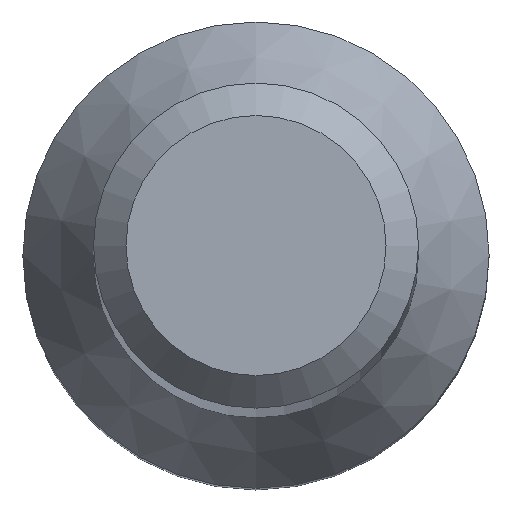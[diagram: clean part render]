
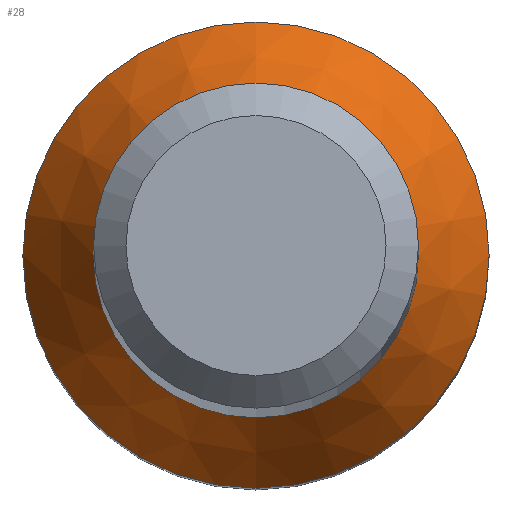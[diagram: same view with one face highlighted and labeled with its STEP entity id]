
A CAD part, top view. The second image highlights one B-rep face of the part: STEP entity #28.
In plain terms, the highlighted conical face has half-angle 30 degrees and reference radius 2.869 mm.
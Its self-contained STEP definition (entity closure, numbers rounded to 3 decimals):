
#4 = DIRECTION ( 'NONE',  ( 0., 0., -1. ) ) ;
#17 = EDGE_LOOP ( 'NONE', ( #182 ) ) ;
#24 = FACE_BOUND ( 'NONE', #17, .T. ) ;
#28 = ADVANCED_FACE ( 'NONE', ( #24, #49 ), #170, .T. ) ;
#30 = DIRECTION ( 'NONE',  ( 0., 1., 0. ) ) ;
#43 = CARTESIAN_POINT ( 'NONE',  ( 0., 0., 12.487 ) ) ;
#45 = DIRECTION ( 'NONE',  ( 0., 1., 0. ) ) ;
#49 = FACE_OUTER_BOUND ( 'NONE', #64, .T. ) ;
#52 = CARTESIAN_POINT ( 'NONE',  ( 0., 2., 13.992 ) ) ;
#61 = AXIS2_PLACEMENT_3D ( 'NONE', #101, #213, #30 ) ;
#64 = EDGE_LOOP ( 'NONE', ( #242 ) ) ;
#71 = VERTEX_POINT ( 'NONE', #52 ) ;
#74 = AXIS2_PLACEMENT_3D ( 'NONE', #174, #206, #45 ) ;
#79 = CIRCLE ( 'NONE', #74, 2. ) ;
#81 = DIRECTION ( 'NONE',  ( 0., 1., 0. ) ) ;
#93 = AXIS2_PLACEMENT_3D ( 'NONE', #43, #4, #81 ) ;
#101 = CARTESIAN_POINT ( 'NONE',  ( 0., 0., 12.487 ) ) ;
#114 = EDGE_CURVE ( 'NONE', #202, #202, #204, .T. ) ;
#128 = CARTESIAN_POINT ( 'NONE',  ( 0., 2.869, 12.487 ) ) ;
#170 = CONICAL_SURFACE ( 'NONE', #61, 2.869, 0.524 ) ;
#174 = CARTESIAN_POINT ( 'NONE',  ( 0., 0., 13.992 ) ) ;
#182 = ORIENTED_EDGE ( 'NONE', *, *, #198, .T. ) ;
#198 = EDGE_CURVE ( 'NONE', #71, #71, #79, .T. ) ;
#202 = VERTEX_POINT ( 'NONE', #128 ) ;
#204 = CIRCLE ( 'NONE', #93, 2.869 ) ;
#206 = DIRECTION ( 'NONE',  ( 0., 0., -1. ) ) ;
#213 = DIRECTION ( 'NONE',  ( 0., 0., -1. ) ) ;
#242 = ORIENTED_EDGE ( 'NONE', *, *, #114, .F. ) ;
